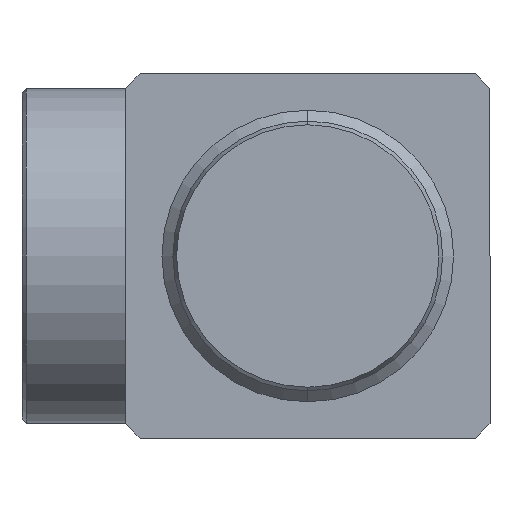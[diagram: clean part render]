
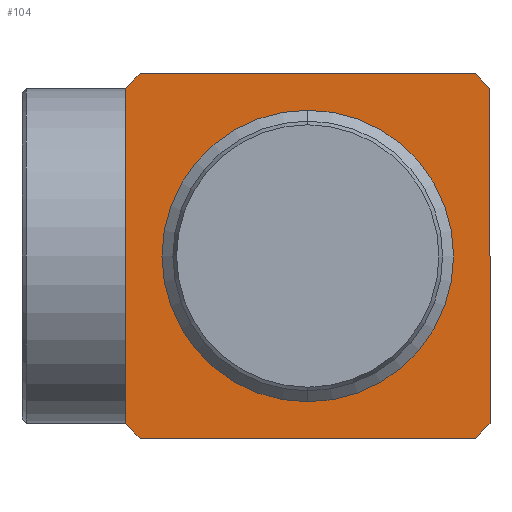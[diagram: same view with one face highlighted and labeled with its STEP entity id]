
A CAD part, left-side view. The second image highlights one B-rep face of the part: STEP entity #104.
In plain terms, the highlighted planar face has unit normal (-1, 0, 0).
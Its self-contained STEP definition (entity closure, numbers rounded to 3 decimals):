
#13 = EDGE_LOOP ( 'NONE', ( #562, #361, #464, #887, #323, #1108, #502, #594 ) ) ;
#15 = EDGE_CURVE ( 'NONE', #501, #937, #98, .T. ) ;
#40 = VECTOR ( 'NONE', #1350, 1000. ) ;
#71 = CARTESIAN_POINT ( 'NONE',  ( -34.8, 0., -10. ) ) ;
#88 = EDGE_CURVE ( 'NONE', #248, #865, #1249, .T. ) ;
#98 = CIRCLE ( 'NONE', #1155, 10. ) ;
#101 = VECTOR ( 'NONE', #911, 1000. ) ;
#103 = DIRECTION ( 'NONE',  ( 0., -1., 0. ) ) ;
#104 = ADVANCED_FACE ( 'NONE', ( #928, #1144 ), #478, .F. ) ;
#122 = VERTEX_POINT ( 'NONE', #143 ) ;
#143 = CARTESIAN_POINT ( 'NONE',  ( -34.8, 11.5, -12.5 ) ) ;
#175 = CARTESIAN_POINT ( 'NONE',  ( -34.8, -12.5, -11.5 ) ) ;
#224 = EDGE_CURVE ( 'NONE', #1045, #957, #296, .T. ) ;
#248 = VERTEX_POINT ( 'NONE', #712 ) ;
#286 = EDGE_CURVE ( 'NONE', #957, #122, #1002, .T. ) ;
#296 = LINE ( 'NONE', #346, #1335 ) ;
#323 = ORIENTED_EDGE ( 'NONE', *, *, #224, .T. ) ;
#331 = DIRECTION ( 'NONE',  ( 0., 0., -1. ) ) ;
#346 = CARTESIAN_POINT ( 'NONE',  ( -34.8, 12.5, 12.5 ) ) ;
#361 = ORIENTED_EDGE ( 'NONE', *, *, #88, .T. ) ;
#369 = DIRECTION ( 'NONE',  ( 0., 0., -1. ) ) ;
#375 = CARTESIAN_POINT ( 'NONE',  ( -34.8, -11.5, 12.5 ) ) ;
#401 = LINE ( 'NONE', #1190, #673 ) ;
#425 = CARTESIAN_POINT ( 'NONE',  ( -34.8, 0., 0. ) ) ;
#438 = EDGE_CURVE ( 'NONE', #937, #501, #1101, .T. ) ;
#452 = EDGE_CURVE ( 'NONE', #1174, #865, #915, .T. ) ;
#464 = ORIENTED_EDGE ( 'NONE', *, *, #452, .F. ) ;
#478 = PLANE ( 'NONE',  #569 ) ;
#501 = VERTEX_POINT ( 'NONE', #71 ) ;
#502 = ORIENTED_EDGE ( 'NONE', *, *, #732, .T. ) ;
#506 = AXIS2_PLACEMENT_3D ( 'NONE', #425, #1177, #535 ) ;
#512 = VERTEX_POINT ( 'NONE', #1153 ) ;
#535 = DIRECTION ( 'NONE',  ( 0., 0., -1. ) ) ;
#548 = CARTESIAN_POINT ( 'NONE',  ( -34.8, -12.5, 12.5 ) ) ;
#562 = ORIENTED_EDGE ( 'NONE', *, *, #868, .F. ) ;
#568 = DIRECTION ( 'NONE',  ( 0., 0., -1. ) ) ;
#569 = AXIS2_PLACEMENT_3D ( 'NONE', #1014, #1115, #369 ) ;
#594 = ORIENTED_EDGE ( 'NONE', *, *, #1148, .T. ) ;
#627 = LINE ( 'NONE', #820, #40 ) ;
#642 = VECTOR ( 'NONE', #1068, 1000. ) ;
#661 = CARTESIAN_POINT ( 'NONE',  ( -34.8, 0., 0. ) ) ;
#673 = VECTOR ( 'NONE', #103, 1000. ) ;
#693 = CARTESIAN_POINT ( 'NONE',  ( -34.8, -12.5, -11.5 ) ) ;
#712 = CARTESIAN_POINT ( 'NONE',  ( -34.8, -12.5, 11.5 ) ) ;
#713 = CARTESIAN_POINT ( 'NONE',  ( -34.8, 12.5, 12.5 ) ) ;
#729 = VECTOR ( 'NONE', #1241, 1000. ) ;
#732 = EDGE_CURVE ( 'NONE', #122, #512, #401, .T. ) ;
#739 = ORIENTED_EDGE ( 'NONE', *, *, #438, .T. ) ;
#753 = EDGE_CURVE ( 'NONE', #1174, #1045, #627, .T. ) ;
#804 = CARTESIAN_POINT ( 'NONE',  ( -34.8, 11.5, 12.5 ) ) ;
#815 = VECTOR ( 'NONE', #331, 1000. ) ;
#820 = CARTESIAN_POINT ( 'NONE',  ( -34.8, 11.5, 12.5 ) ) ;
#821 = VERTEX_POINT ( 'NONE', #175 ) ;
#855 = CARTESIAN_POINT ( 'NONE',  ( -34.8, 12.5, 11.5 ) ) ;
#865 = VERTEX_POINT ( 'NONE', #1358 ) ;
#868 = EDGE_CURVE ( 'NONE', #248, #821, #1381, .T. ) ;
#887 = ORIENTED_EDGE ( 'NONE', *, *, #753, .T. ) ;
#911 = DIRECTION ( 'NONE',  ( 0., 0.707, 0.707 ) ) ;
#915 = LINE ( 'NONE', #713, #642 ) ;
#928 = FACE_BOUND ( 'NONE', #1364, .T. ) ;
#937 = VERTEX_POINT ( 'NONE', #1351 ) ;
#957 = VERTEX_POINT ( 'NONE', #1046 ) ;
#1002 = LINE ( 'NONE', #1163, #729 ) ;
#1014 = CARTESIAN_POINT ( 'NONE',  ( -34.8, 12.5, 12.5 ) ) ;
#1045 = VERTEX_POINT ( 'NONE', #855 ) ;
#1046 = CARTESIAN_POINT ( 'NONE',  ( -34.8, 12.5, -11.5 ) ) ;
#1068 = DIRECTION ( 'NONE',  ( 0., -1., 0. ) ) ;
#1101 = CIRCLE ( 'NONE', #506, 10. ) ;
#1108 = ORIENTED_EDGE ( 'NONE', *, *, #286, .T. ) ;
#1115 = DIRECTION ( 'NONE',  ( 1., 0., 0. ) ) ;
#1144 = FACE_OUTER_BOUND ( 'NONE', #13, .T. ) ;
#1148 = EDGE_CURVE ( 'NONE', #512, #821, #1232, .T. ) ;
#1153 = CARTESIAN_POINT ( 'NONE',  ( -34.8, -11.5, -12.5 ) ) ;
#1155 = AXIS2_PLACEMENT_3D ( 'NONE', #661, #1173, #1183 ) ;
#1163 = CARTESIAN_POINT ( 'NONE',  ( -34.8, 12.5, -11.5 ) ) ;
#1173 = DIRECTION ( 'NONE',  ( 1., 0., 0. ) ) ;
#1174 = VERTEX_POINT ( 'NONE', #804 ) ;
#1177 = DIRECTION ( 'NONE',  ( 1., 0., 0. ) ) ;
#1183 = DIRECTION ( 'NONE',  ( 0., 0., -1. ) ) ;
#1190 = CARTESIAN_POINT ( 'NONE',  ( -34.8, 12.5, -12.5 ) ) ;
#1201 = VECTOR ( 'NONE', #1216, 1000. ) ;
#1216 = DIRECTION ( 'NONE',  ( 0., -0.707, 0.707 ) ) ;
#1232 = LINE ( 'NONE', #693, #1201 ) ;
#1241 = DIRECTION ( 'NONE',  ( 0., -0.707, -0.707 ) ) ;
#1249 = LINE ( 'NONE', #375, #101 ) ;
#1277 = ORIENTED_EDGE ( 'NONE', *, *, #15, .T. ) ;
#1335 = VECTOR ( 'NONE', #568, 1000. ) ;
#1350 = DIRECTION ( 'NONE',  ( 0., 0.707, -0.707 ) ) ;
#1351 = CARTESIAN_POINT ( 'NONE',  ( -34.8, 0., 10. ) ) ;
#1358 = CARTESIAN_POINT ( 'NONE',  ( -34.8, -11.5, 12.5 ) ) ;
#1364 = EDGE_LOOP ( 'NONE', ( #1277, #739 ) ) ;
#1381 = LINE ( 'NONE', #548, #815 ) ;
